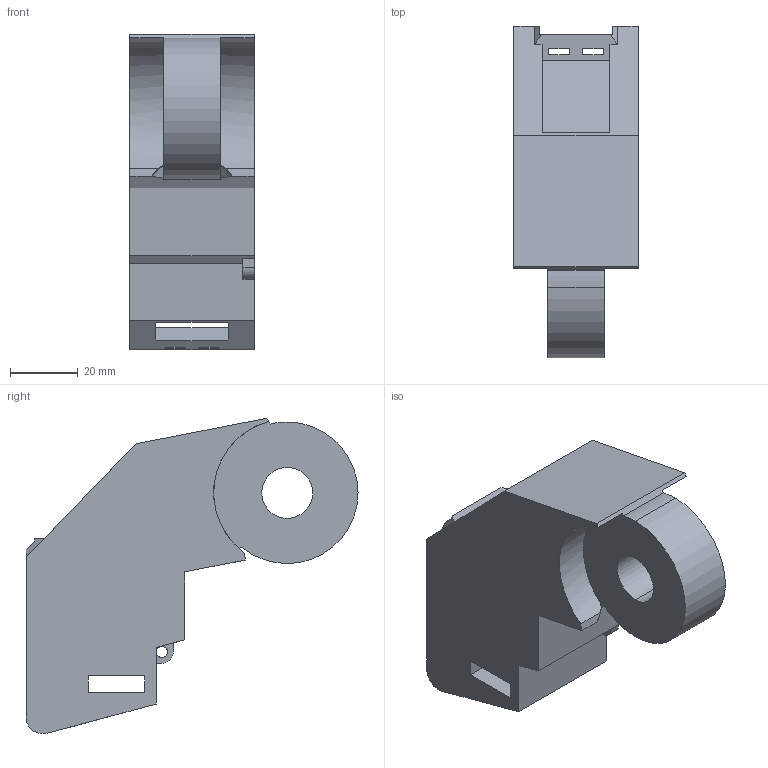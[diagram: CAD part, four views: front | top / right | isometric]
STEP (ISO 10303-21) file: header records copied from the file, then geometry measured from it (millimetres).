
FILE_DESCRIPTION (( 'STEP AP214' ), '1' );
FILE_NAME ('neck-top.STEP', '2024-04-27T22:29:53', ( '' ), ( '' ), 'SwSTEP 2.0', 'SolidWorks 2023', '' );
FILE_SCHEMA (( 'AUTOMOTIVE_DESIGN' ));
Length unit declared in the file: millimetre
Products named in the file (1): neck-top
Bounding box: 36.67 x 97.73 x 92.85 mm (x, y, z)
Volume: 114200.2 mm3; surface area: 26960.1 mm2
Topology: 1 solids, 2 shells, 106 faces, 297 edges, 197 vertices
Faces by surface type: plane 72, cylinder 29, bspline 3, cone 2
Entity records: 3550 total; most frequent: CARTESIAN_POINT 717, ORIENTED_EDGE 594, DIRECTION 553, EDGE_CURVE 297, LINE 223, VECTOR 223, VERTEX_POINT 197, AXIS2_PLACEMENT_3D 165
